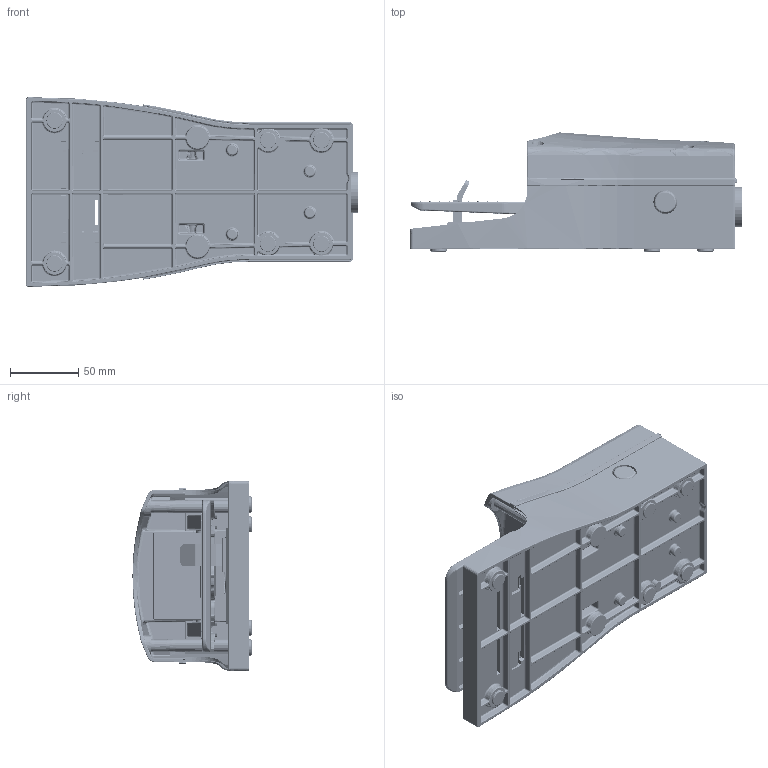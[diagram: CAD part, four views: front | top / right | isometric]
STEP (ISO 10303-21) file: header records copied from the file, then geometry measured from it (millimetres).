
FILE_DESCRIPTION(( 'PEDS 502 SA.STEP' ), '1');
FILE_NAME( 'PEDS 502 SA.STEP', '2019-03-04T12:06:08',( 'Sopra'),('sopra-pneumatic.com'), 'SwSTEP 2.0','SolidWorks 2009','' );
FILE_SCHEMA (( 'AUTOMOTIVE_DESIGN' ));
Length unit declared in the file: millimetre
Products named in the file (1): 1_141_4n
Bounding box: 243.9 x 87.47 x 139.42 mm (x, y, z)
Volume: 398916.4 mm3; surface area: 257388.7 mm2
Topology: 16 solids, 16 shells, 4624 faces, 11298 edges, 6556 vertices
Faces by surface type: cylinder 1600, bspline 1231, plane 996, cone 498, torus 178, sphere 121
Entity records: 290313 total; most frequent: CARTESIAN_POINT 143512, ORIENTED_EDGE 22138, DIRECTION 17287, EDGE_CURVE 11069, AXIS2_PLACEMENT_3D 6762, VERTEX_POINT 6553, EDGE_LOOP 4738, UNCERTAINTY_MEASURE_WITH_UNIT 4642
